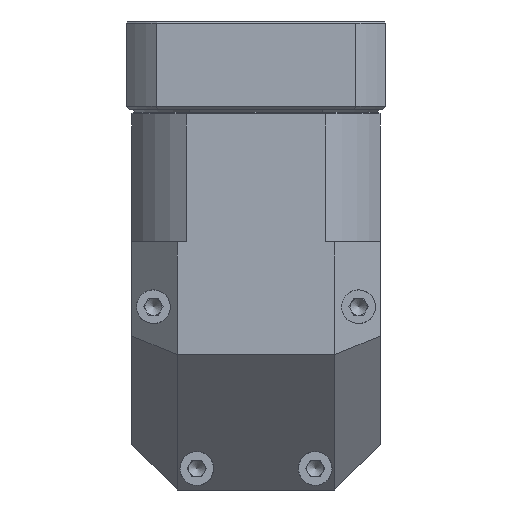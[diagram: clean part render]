
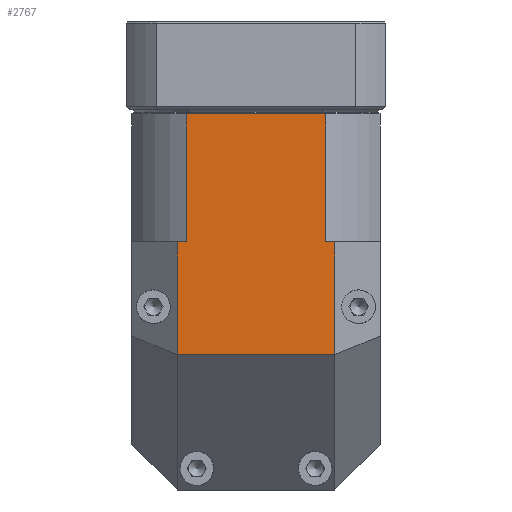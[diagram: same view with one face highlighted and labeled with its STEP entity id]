
A CAD part, front view. The second image highlights one B-rep face of the part: STEP entity #2767.
In plain terms, the highlighted planar face has unit normal (0, -1, 0).
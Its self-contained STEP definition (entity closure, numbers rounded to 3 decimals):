
#2696=CARTESIAN_POINT('',(-22.0,-22.,45.));
#2697=DIRECTION('',(0.0,-1.0,0.0));
#2698=DIRECTION('',(0.0,0.0,-1.0));
#2699=AXIS2_PLACEMENT_3D('',#2696,#2697,#2698);
#2700=PLANE('',#2699);
#2701=CARTESIAN_POINT('',(12.392,-22.0,22.));
#2702=VERTEX_POINT('',#2701);
#2703=CARTESIAN_POINT('',(12.392,-22.0,44.7));
#2704=VERTEX_POINT('',#2703);
#2705=CARTESIAN_POINT('',(12.392,-22.0,22.));
#2706=DIRECTION('',(0.0,0.0,1.0));
#2707=VECTOR('',#2706,22.7);
#2708=LINE('',#2705,#2707);
#2709=EDGE_CURVE('',#2702,#2704,#2708,.T.);
#2710=ORIENTED_EDGE('',*,*,#2709,.T.);
#2711=CARTESIAN_POINT('',(-12.392,-22.0,44.7));
#2712=VERTEX_POINT('',#2711);
#2713=CARTESIAN_POINT('',(12.392,-22.,44.7));
#2714=DIRECTION('',(-1.0,0.0,0.0));
#2715=VECTOR('',#2714,24.784);
#2716=LINE('',#2713,#2715);
#2717=EDGE_CURVE('',#2704,#2712,#2716,.T.);
#2718=ORIENTED_EDGE('',*,*,#2717,.T.);
#2719=CARTESIAN_POINT('',(-12.392,-22.0,22.));
#2720=VERTEX_POINT('',#2719);
#2721=CARTESIAN_POINT('',(-12.392,-22.0,22.));
#2722=DIRECTION('',(0.0,0.0,1.0));
#2723=VECTOR('',#2722,22.7);
#2724=LINE('',#2721,#2723);
#2725=EDGE_CURVE('',#2720,#2712,#2724,.T.);
#2726=ORIENTED_EDGE('',*,*,#2725,.F.);
#2727=CARTESIAN_POINT('',(-14.,-22.,22.));
#2728=VERTEX_POINT('',#2727);
#2729=CARTESIAN_POINT('',(-12.392,-22.0,22.));
#2730=DIRECTION('',(-1.0,0.0,0.0));
#2731=VECTOR('',#2730,1.608);
#2732=LINE('',#2729,#2731);
#2733=EDGE_CURVE('',#2720,#2728,#2732,.T.);
#2734=ORIENTED_EDGE('',*,*,#2733,.T.);
#2735=CARTESIAN_POINT('',(-14.,-22.0,2.));
#2736=VERTEX_POINT('',#2735);
#2737=CARTESIAN_POINT('',(-14.,-22.0,22.));
#2738=DIRECTION('',(0.0,0.0,-1.0));
#2739=VECTOR('',#2738,20.);
#2740=LINE('',#2737,#2739);
#2741=EDGE_CURVE('',#2728,#2736,#2740,.T.);
#2742=ORIENTED_EDGE('',*,*,#2741,.T.);
#2743=CARTESIAN_POINT('',(14.,-22.0,2.));
#2744=VERTEX_POINT('',#2743);
#2745=CARTESIAN_POINT('',(-14.,-22.0,2.));
#2746=DIRECTION('',(1.0,0.0,0.0));
#2747=VECTOR('',#2746,28.);
#2748=LINE('',#2745,#2747);
#2749=EDGE_CURVE('',#2736,#2744,#2748,.T.);
#2750=ORIENTED_EDGE('',*,*,#2749,.T.);
#2751=CARTESIAN_POINT('',(14.,-22.,22.));
#2752=VERTEX_POINT('',#2751);
#2753=CARTESIAN_POINT('',(14.,-22.,2.));
#2754=DIRECTION('',(0.0,0.0,1.0));
#2755=VECTOR('',#2754,20.);
#2756=LINE('',#2753,#2755);
#2757=EDGE_CURVE('',#2744,#2752,#2756,.T.);
#2758=ORIENTED_EDGE('',*,*,#2757,.T.);
#2759=CARTESIAN_POINT('',(14.,-22.0,22.));
#2760=DIRECTION('',(-1.0,0.0,0.0));
#2761=VECTOR('',#2760,1.608);
#2762=LINE('',#2759,#2761);
#2763=EDGE_CURVE('',#2752,#2702,#2762,.T.);
#2764=ORIENTED_EDGE('',*,*,#2763,.T.);
#2765=EDGE_LOOP('',(#2710,#2718,#2726,#2734,#2742,#2750,#2758,#2764));
#2766=FACE_OUTER_BOUND('',#2765,.T.);
#2767=ADVANCED_FACE('',(#2766),#2700,.T.);
